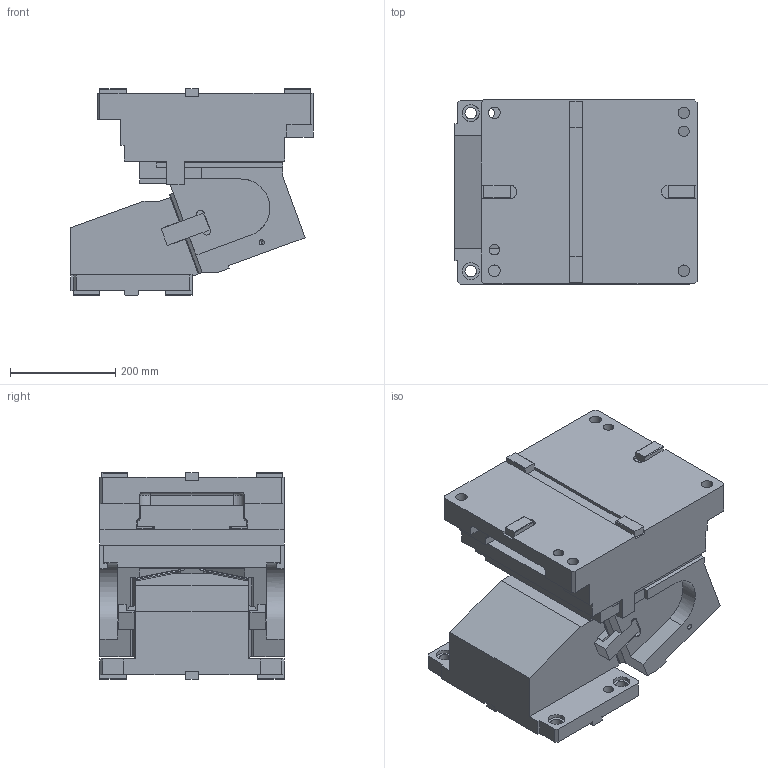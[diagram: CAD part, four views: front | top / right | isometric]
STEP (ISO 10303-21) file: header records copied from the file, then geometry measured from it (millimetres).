
FILE_DESCRIPTION(('CATIA V5 STEP Exchange'),'2;1');
FILE_NAME('CACV_350_70.stp','2015-04-24T14:19:31+00:00',('none'),('none'),'CATIA Version 5 Release 19 SP 2 (IN-10)','CATIA V5 STEP AP203','none');
FILE_SCHEMA(('CONFIG_CONTROL_DESIGN'));
Length unit declared in the file: millimetre
Products named in the file (1): CACV_350_70
Bounding box: 460 x 350 x 393 mm (x, y, z)
Volume: 33865867 mm3; surface area: 1497583.1 mm2
Topology: 3 solids, 4 shells, 575 faces, 1693 edges, 1118 vertices
Faces by surface type: plane 396, cylinder 151, bspline 10, cone 10, torus 6, extrusion 2
Entity records: 19383 total; most frequent: CARTESIAN_POINT 4664, ORIENTED_EDGE 3324, DIRECTION 2552, EDGE_CURVE 1662, VECTOR 1325, LINE 1323, VERTEX_POINT 1109, AXIS2_PLACEMENT_3D 715
